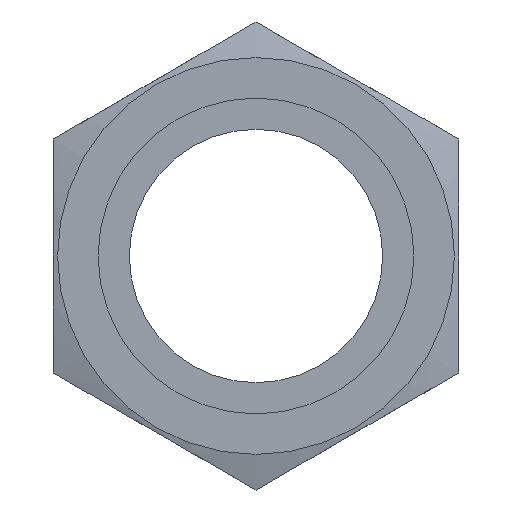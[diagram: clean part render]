
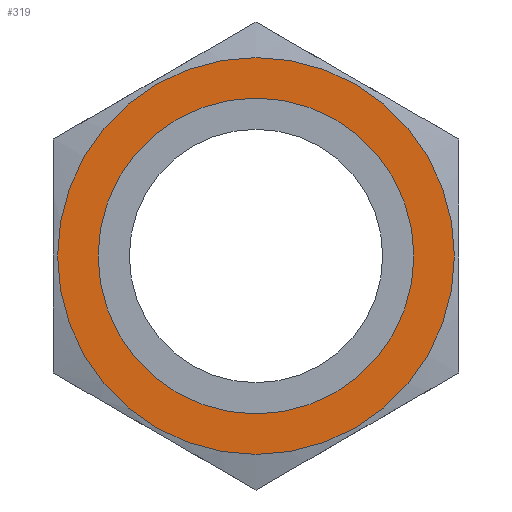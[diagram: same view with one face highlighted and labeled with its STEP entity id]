
A CAD part, front view. The second image highlights one B-rep face of the part: STEP entity #319.
In plain terms, the highlighted planar face has unit normal (0, -1, 0).
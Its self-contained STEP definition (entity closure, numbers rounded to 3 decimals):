
#33=FACE_BOUND('',#79,.T.);
#43=PLANE('',#371);
#58=FACE_OUTER_BOUND('',#78,.T.);
#78=EDGE_LOOP('',(#268,#269));
#79=EDGE_LOOP('',(#270,#271));
#121=CIRCLE('',#360,9.35);
#122=CIRCLE('',#361,9.35);
#125=CIRCLE('',#372,11.75);
#126=CIRCLE('',#373,11.75);
#142=VERTEX_POINT('',#507);
#143=VERTEX_POINT('',#508);
#158=VERTEX_POINT('',#578);
#159=VERTEX_POINT('',#579);
#178=EDGE_CURVE('',#142,#143,#121,.T.);
#179=EDGE_CURVE('',#143,#142,#122,.T.);
#201=EDGE_CURVE('',#158,#159,#125,.T.);
#202=EDGE_CURVE('',#159,#158,#126,.T.);
#268=ORIENTED_EDGE('',*,*,#201,.F.);
#269=ORIENTED_EDGE('',*,*,#202,.F.);
#270=ORIENTED_EDGE('',*,*,#178,.T.);
#271=ORIENTED_EDGE('',*,*,#179,.T.);
#319=ADVANCED_FACE('',(#58,#33),#43,.T.);
#360=AXIS2_PLACEMENT_3D('',#509,#421,#422);
#361=AXIS2_PLACEMENT_3D('',#510,#423,#424);
#371=AXIS2_PLACEMENT_3D('',#577,#450,#451);
#372=AXIS2_PLACEMENT_3D('',#580,#452,#453);
#373=AXIS2_PLACEMENT_3D('',#581,#454,#455);
#421=DIRECTION('center_axis',(0.,1.,0.));
#422=DIRECTION('ref_axis',(1.,0.,0.));
#423=DIRECTION('center_axis',(0.,1.,0.));
#424=DIRECTION('ref_axis',(1.,0.,0.));
#450=DIRECTION('center_axis',(0.,-1.,0.));
#451=DIRECTION('ref_axis',(0.,0.,-1.));
#452=DIRECTION('center_axis',(0.,1.,0.));
#453=DIRECTION('ref_axis',(1.,0.,0.));
#454=DIRECTION('center_axis',(0.,1.,0.));
#455=DIRECTION('ref_axis',(1.,0.,0.));
#507=CARTESIAN_POINT('',(9.35,0.,0.));
#508=CARTESIAN_POINT('',(-9.35,0.,0.));
#509=CARTESIAN_POINT('Origin',(0.,0.,0.));
#510=CARTESIAN_POINT('Origin',(0.,0.,0.));
#577=CARTESIAN_POINT('Origin',(0.,0.,11.75));
#578=CARTESIAN_POINT('',(0.,0.,11.75));
#579=CARTESIAN_POINT('',(0.,0.,-11.75));
#580=CARTESIAN_POINT('Origin',(0.,0.,0.));
#581=CARTESIAN_POINT('Origin',(0.,0.,0.));
